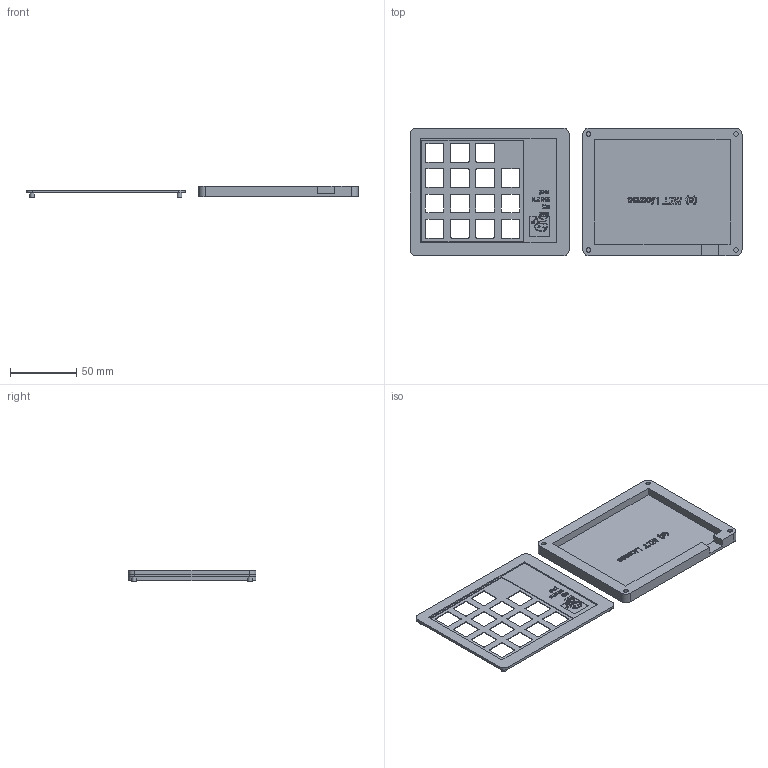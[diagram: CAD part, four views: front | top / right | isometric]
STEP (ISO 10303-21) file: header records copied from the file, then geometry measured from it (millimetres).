
FILE_DESCRIPTION(/* description */ (''),/* implementation_level */ '2;1');
FILE_NAME(/* name */ 'bigMacrov2.step',/* time_stamp */ '2025-06-27T23:14:00-07:00',/* author */ (''),/* organization */ (''),/* preprocessor_version */ 'ST-DEVELOPER v20.1',/* originating_system */ 'Autodesk Translation Framework v14.10.0.0',/* authorisation */ '');
FILE_SCHEMA (('AUTOMOTIVE_DESIGN { 1 0 10303 214 3 1 1 }'));
Length unit declared in the file: millimetre
Products named in the file (3): Betterboardenclosure; BottomPlate; TopPlate
Assembly tree (2 placements, depth 2):
  Betterboardenclosure
    BottomPlate
    TopPlate
Bounding box: 250.01 x 96.34 x 8.5 mm (x, y, z)
Volume: 54173.6 mm3; surface area: 48411.2 mm2
Topology: 2 solids, 2 shells, 1115 faces, 2973 edges, 1844 vertices
Faces by surface type: plane 746, bspline 293, cylinder 76
Full cylindrical faces by diameter (mm): 3.4 x8
Entity records: 36760 total; most frequent: CARTESIAN_POINT 10922, ORIENTED_EDGE 5946, DIRECTION 4192, EDGE_CURVE 2973, LINE 2234, VECTOR 2234, VERTEX_POINT 1844, EDGE_LOOP 1196
